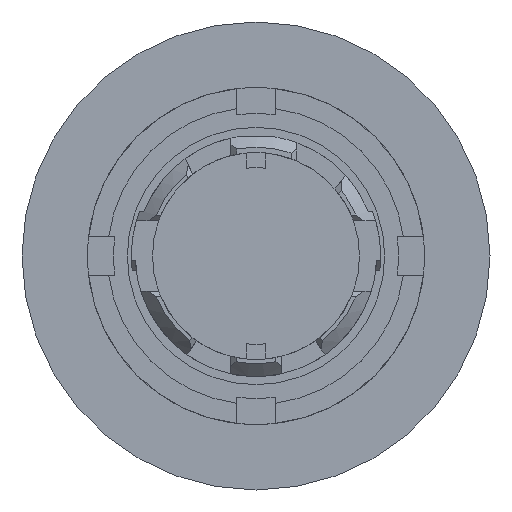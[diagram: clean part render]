
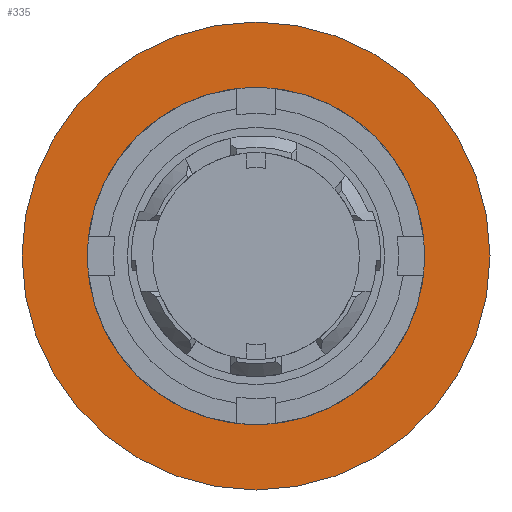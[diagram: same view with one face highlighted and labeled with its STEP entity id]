
A CAD part, front view. The second image highlights one B-rep face of the part: STEP entity #335.
In plain terms, the highlighted planar face has unit normal (0, -1, 0).
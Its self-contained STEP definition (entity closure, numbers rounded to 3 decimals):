
#335 = ADVANCED_FACE( '', ( #722, #723 ), #724, .T. );
#722 = FACE_OUTER_BOUND( '', #1149, .T. );
#723 = FACE_BOUND( '', #1150, .T. );
#724 = PLANE( '', #1151 );
#1149 = EDGE_LOOP( '', ( #2173 ) );
#1150 = EDGE_LOOP( '', ( #2174 ) );
#1151 = AXIS2_PLACEMENT_3D( '', #2175, #2176, #2177 );
#2173 = ORIENTED_EDGE( '', *, *, #2511, .F. );
#2174 = ORIENTED_EDGE( '', *, *, #2840, .T. );
#2175 = CARTESIAN_POINT( '', ( 0., 14.1, 18. ) );
#2176 = DIRECTION( '', ( 0., -1., 0. ) );
#2177 = DIRECTION( '', ( -1., 0., 0. ) );
#2511 = EDGE_CURVE( '', #2983, #2983, #2984, .T. );
#2840 = EDGE_CURVE( '', #3512, #3512, #3513, .T. );
#2983 = VERTEX_POINT( '', #3678 );
#2984 = CIRCLE( '', #3679, 20. );
#3512 = VERTEX_POINT( '', #4410 );
#3513 = CIRCLE( '', #4411, 11.8 );
#3678 = CARTESIAN_POINT( '', ( 0., 14.1, 20. ) );
#3679 = AXIS2_PLACEMENT_3D( '', #4607, #4608, #4609 );
#4410 = CARTESIAN_POINT( '', ( 0., 14.1, 11.8 ) );
#4411 = AXIS2_PLACEMENT_3D( '', #5053, #5054, #5055 );
#4607 = CARTESIAN_POINT( '', ( 0., 14.1, 0. ) );
#4608 = DIRECTION( '', ( 0., 1., 0. ) );
#4609 = DIRECTION( '', ( 0., 0., 1. ) );
#5053 = CARTESIAN_POINT( '', ( 0., 14.1, 0. ) );
#5054 = DIRECTION( '', ( 0., 1., 0. ) );
#5055 = DIRECTION( '', ( 0., 0., 1. ) );
